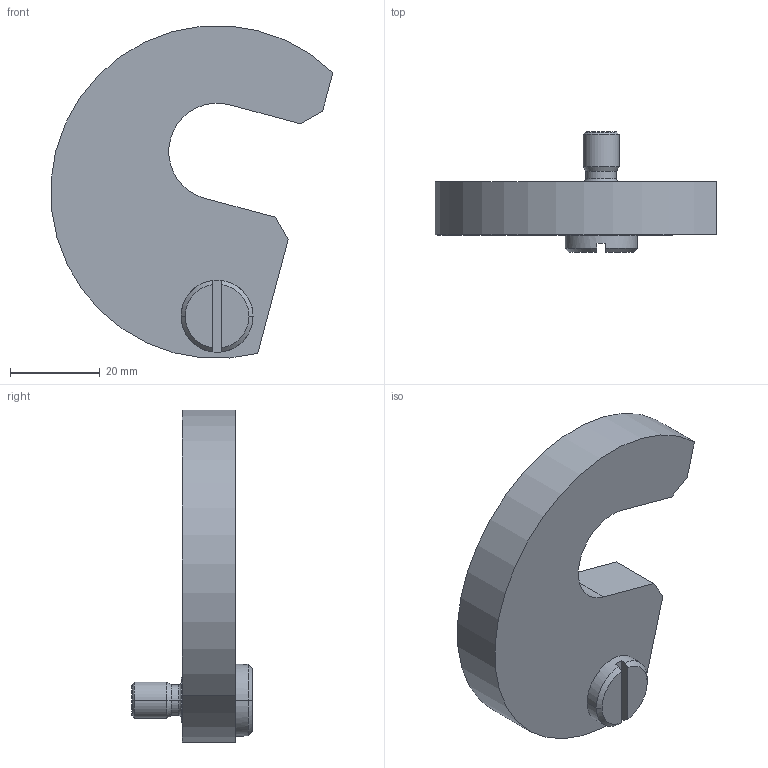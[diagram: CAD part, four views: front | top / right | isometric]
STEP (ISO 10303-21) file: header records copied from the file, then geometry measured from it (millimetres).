
FILE_DESCRIPTION(('STEP AP214'),'1');
FILE_NAME(' ',' ',('TraceParts'),('TraceParts S.A.'),'XStep 1.0',' ',' ');
FILE_SCHEMA(('automotive_design'));
Length unit declared in the file: millimetre
Products named in the file (1): 1
Bounding box: 62.66 x 26.8 x 73.8 mm (x, y, z)
Volume: 34170.7 mm3; surface area: 9228.7 mm2
Topology: 1 solids, 1 shells, 38 faces, 87 edges, 54 vertices
Faces by surface type: plane 15, cylinder 11, cone 10, torus 2
Entity records: 2102 total; most frequent: DIRECTION 199, CARTESIAN_POINT 188, STYLED_ITEM 180, PRESENTATION_STYLE_ASSIGNMENT 180, COLOUR_RGB 180, ORIENTED_EDGE 174, EDGE_CURVE 87, CURVE_STYLE 87
